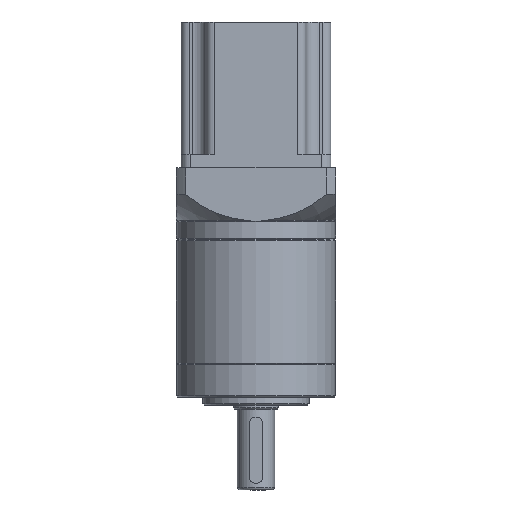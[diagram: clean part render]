
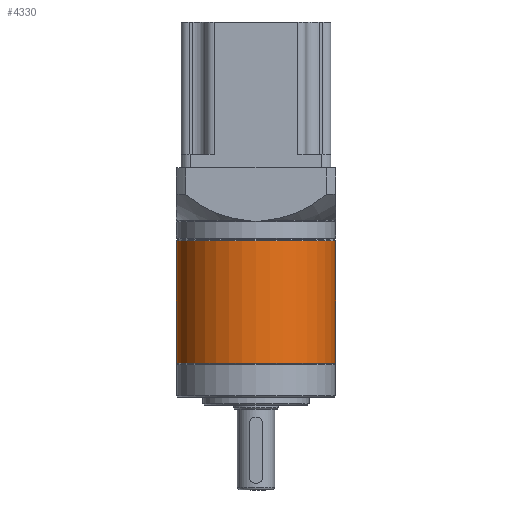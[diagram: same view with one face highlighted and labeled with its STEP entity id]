
A CAD part, front view. The second image highlights one B-rep face of the part: STEP entity #4330.
In plain terms, the highlighted cylindrical face has radius 30 mm (diameter 60 mm), a partial arc.
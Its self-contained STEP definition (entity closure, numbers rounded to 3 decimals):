
#223 = CARTESIAN_POINT ( 'NONE',  ( -30., 0., -73.7 ) ) ;
#250 = CARTESIAN_POINT ( 'NONE',  ( 30., 0., -73.7 ) ) ;
#445 = CARTESIAN_POINT ( 'NONE',  ( 0., 0., -73.7 ) ) ;
#446 = DIRECTION ( 'NONE',  ( 0., 0., 1. ) ) ;
#447 = DIRECTION ( 'NONE',  ( -1., 0., 0. ) ) ;
#748 = AXIS2_PLACEMENT_3D ( 'NONE', #445, #446, #447 ) ;
#848 = EDGE_LOOP ( 'NONE', ( #2114, #2116, #2115, #2117 ) ) ;
#1925 = VERTEX_POINT ( 'NONE', #250 ) ;
#1938 = VERTEX_POINT ( 'NONE', #223 ) ;
#2114 = ORIENTED_EDGE ( 'NONE', *, *, #4765, .T. ) ;
#2115 = ORIENTED_EDGE ( 'NONE', *, *, #4811, .F. ) ;
#2116 = ORIENTED_EDGE ( 'NONE', *, *, #4764, .T. ) ;
#2117 = ORIENTED_EDGE ( 'NONE', *, *, #4766, .F. ) ;
#2366 = VERTEX_POINT ( 'NONE', #5063 ) ;
#2368 = VERTEX_POINT ( 'NONE', #5060 ) ;
#2487 = CARTESIAN_POINT ( 'NONE',  ( 0., 0., -27.5 ) ) ;
#2488 = DIRECTION ( 'NONE',  ( 0., 0., 1. ) ) ;
#2489 = DIRECTION ( 'NONE',  ( -1., 0., 0. ) ) ;
#2728 = CIRCLE ( 'NONE', #2730, 30. ) ;
#2730 = AXIS2_PLACEMENT_3D ( 'NONE', #2487, #2488, #2489 ) ;
#2905 = CARTESIAN_POINT ( 'NONE',  ( 30., 0., -73.7 ) ) ;
#2906 = DIRECTION ( 'NONE',  ( 0., 0., 1. ) ) ;
#2907 = CARTESIAN_POINT ( 'NONE',  ( 0., 0., -73.7 ) ) ;
#2908 = DIRECTION ( 'NONE',  ( 0., 0., 1. ) ) ;
#2909 = DIRECTION ( 'NONE',  ( -1., 0., 0. ) ) ;
#2910 = CARTESIAN_POINT ( 'NONE',  ( -30., 0., -73.7 ) ) ;
#2911 = DIRECTION ( 'NONE',  ( 0., 0., 1. ) ) ;
#3734 = CIRCLE ( 'NONE', #3736, 30. ) ;
#3735 = VECTOR ( 'NONE', #2906, 1000. ) ;
#3736 = AXIS2_PLACEMENT_3D ( 'NONE', #2907, #2908, #2909 ) ;
#3737 = VECTOR ( 'NONE', #2911, 1000. ) ;
#4330 = ADVANCED_FACE ( 'NONE', ( #5246 ), #5247, .T. ) ;
#4764 = EDGE_CURVE ( 'NONE', #1925, #2368, #5346, .T. ) ;
#4765 = EDGE_CURVE ( 'NONE', #1938, #1925, #3734, .T. ) ;
#4766 = EDGE_CURVE ( 'NONE', #1938, #2366, #5347, .T. ) ;
#4811 = EDGE_CURVE ( 'NONE', #2366, #2368, #2728, .T. ) ;
#5060 = CARTESIAN_POINT ( 'NONE',  ( 30., 0., -27.5 ) ) ;
#5063 = CARTESIAN_POINT ( 'NONE',  ( -30., 0., -27.5 ) ) ;
#5246 = FACE_OUTER_BOUND ( 'NONE', #848, .T. ) ;
#5247 = CYLINDRICAL_SURFACE ( 'NONE', #748, 30. ) ;
#5346 = LINE ( 'NONE', #2905, #3735 ) ;
#5347 = LINE ( 'NONE', #2910, #3737 ) ;
